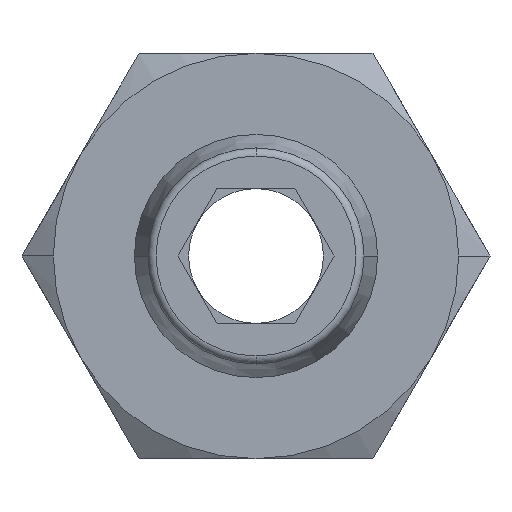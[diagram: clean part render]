
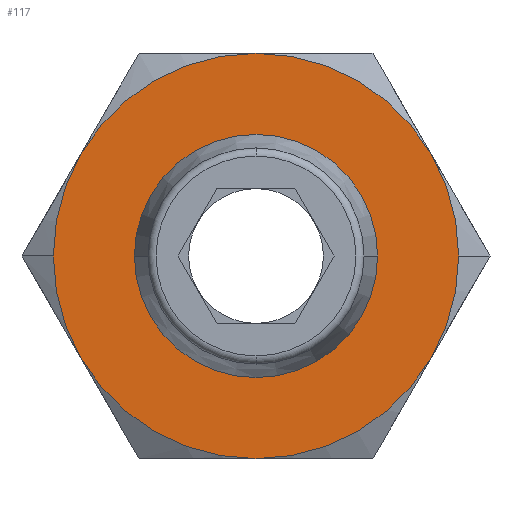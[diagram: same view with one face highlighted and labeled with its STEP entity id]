
A CAD part, front view. The second image highlights one B-rep face of the part: STEP entity #117.
In plain terms, the highlighted planar face has unit normal (0, -1, 0).
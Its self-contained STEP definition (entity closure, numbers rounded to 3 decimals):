
#117=ADVANCED_FACE('',(#257,#258),#259,.T.);
#257=FACE_OUTER_BOUND('',#416,.T.);
#258=FACE_BOUND('',#417,.T.);
#259=PLANE('',#418);
#416=EDGE_LOOP('',(#683,#684,#685,#686,#687,#688,#689,#690));
#417=EDGE_LOOP('',(#691,#692));
#418=AXIS2_PLACEMENT_3D('',#693,#694,#695);
#683=ORIENTED_EDGE('',*,*,#1008,.T.);
#684=ORIENTED_EDGE('',*,*,#1009,.T.);
#685=ORIENTED_EDGE('',*,*,#925,.T.);
#686=ORIENTED_EDGE('',*,*,#1010,.T.);
#687=ORIENTED_EDGE('',*,*,#998,.T.);
#688=ORIENTED_EDGE('',*,*,#935,.T.);
#689=ORIENTED_EDGE('',*,*,#915,.T.);
#690=ORIENTED_EDGE('',*,*,#1006,.T.);
#691=ORIENTED_EDGE('',*,*,#1011,.F.);
#692=ORIENTED_EDGE('',*,*,#1012,.F.);
#693=CARTESIAN_POINT('',(-3.75,14.0,0.0));
#694=DIRECTION('',(0.,-1.0,0.0));
#695=DIRECTION('',(-1.0,0.,0.0));
#915=EDGE_CURVE('',#1075,#1073,#1076,.T.);
#925=EDGE_CURVE('',#1088,#1091,#1093,.T.);
#935=EDGE_CURVE('',#1104,#1075,#1108,.T.);
#998=EDGE_CURVE('',#1205,#1104,#1206,.T.);
#1006=EDGE_CURVE('',#1073,#1188,#1216,.T.);
#1008=EDGE_CURVE('',#1188,#1218,#1219,.T.);
#1009=EDGE_CURVE('',#1218,#1088,#1220,.T.);
#1010=EDGE_CURVE('',#1091,#1205,#1221,.T.);
#1011=EDGE_CURVE('',#1222,#1223,#1224,.T.);
#1012=EDGE_CURVE('',#1223,#1222,#1225,.T.);
#1073=VERTEX_POINT('',#1296);
#1075=VERTEX_POINT('',#1309);
#1076=CIRCLE('',#1310,7.5);
#1088=VERTEX_POINT('',#1335);
#1091=VERTEX_POINT('',#1349);
#1093=CIRCLE('',#1362,7.5);
#1104=VERTEX_POINT('',#1375);
#1108=CIRCLE('',#1391,7.5);
#1188=VERTEX_POINT('',#1506);
#1205=VERTEX_POINT('',#1551);
#1206=CIRCLE('',#1552,7.5);
#1216=CIRCLE('',#1575,7.5);
#1218=VERTEX_POINT('',#1577);
#1219=CIRCLE('',#1578,7.5);
#1220=CIRCLE('',#1579,7.5);
#1221=CIRCLE('',#1580,7.5);
#1222=VERTEX_POINT('',#1581);
#1223=VERTEX_POINT('',#1582);
#1224=CIRCLE('',#1583,4.5);
#1225=CIRCLE('',#1584,4.5);
#1296=CARTESIAN_POINT('',(0.,14.0,7.5));
#1309=CARTESIAN_POINT('',(6.495,14.0,3.75));
#1310=AXIS2_PLACEMENT_3D('',#1703,#1704,#1705);
#1335=CARTESIAN_POINT('',(-6.495,14.0,-3.75));
#1349=CARTESIAN_POINT('',(0.,14.0,-7.5));
#1362=AXIS2_PLACEMENT_3D('',#1714,#1715,#1716);
#1375=CARTESIAN_POINT('',(7.5,14.0,0.));
#1391=AXIS2_PLACEMENT_3D('',#1729,#1730,#1731);
#1506=CARTESIAN_POINT('',(-6.495,14.0,3.75));
#1551=CARTESIAN_POINT('',(6.495,14.0,-3.75));
#1552=AXIS2_PLACEMENT_3D('',#1807,#1808,#1809);
#1575=AXIS2_PLACEMENT_3D('',#1815,#1816,#1817);
#1577=CARTESIAN_POINT('',(-7.5,14.0,0.));
#1578=AXIS2_PLACEMENT_3D('',#1818,#1819,#1820);
#1579=AXIS2_PLACEMENT_3D('',#1821,#1822,#1823);
#1580=AXIS2_PLACEMENT_3D('',#1824,#1825,#1826);
#1581=CARTESIAN_POINT('',(-4.5,14.0,0.));
#1582=CARTESIAN_POINT('',(4.5,14.0,0.));
#1583=AXIS2_PLACEMENT_3D('',#1827,#1828,#1829);
#1584=AXIS2_PLACEMENT_3D('',#1830,#1831,#1832);
#1703=CARTESIAN_POINT('',(0.,14.0,0.0));
#1704=DIRECTION('',(0.,-1.0,0.0));
#1705=DIRECTION('',(-1.0,0.,0.0));
#1714=CARTESIAN_POINT('',(0.,14.0,0.0));
#1715=DIRECTION('',(0.,-1.0,0.0));
#1716=DIRECTION('',(-1.0,0.,0.0));
#1729=CARTESIAN_POINT('',(0.,14.0,0.0));
#1730=DIRECTION('',(0.,-1.0,0.0));
#1731=DIRECTION('',(-1.0,0.,0.0));
#1807=CARTESIAN_POINT('',(0.,14.0,0.0));
#1808=DIRECTION('',(0.,-1.0,0.0));
#1809=DIRECTION('',(-1.0,0.,0.0));
#1815=CARTESIAN_POINT('',(0.,14.0,0.0));
#1816=DIRECTION('',(0.,-1.0,0.0));
#1817=DIRECTION('',(-1.0,0.,0.0));
#1818=CARTESIAN_POINT('',(0.,14.0,0.0));
#1819=DIRECTION('',(0.,-1.0,0.0));
#1820=DIRECTION('',(-1.0,0.,0.0));
#1821=CARTESIAN_POINT('',(0.,14.0,0.0));
#1822=DIRECTION('',(0.,-1.0,0.0));
#1823=DIRECTION('',(-1.0,0.,0.0));
#1824=CARTESIAN_POINT('',(0.,14.0,0.0));
#1825=DIRECTION('',(0.,-1.0,0.0));
#1826=DIRECTION('',(-1.0,0.,0.0));
#1827=CARTESIAN_POINT('',(0.0,14.0,0.0));
#1828=DIRECTION('',(0.,-1.0,0.0));
#1829=DIRECTION('',(1.0,0.,0.0));
#1830=CARTESIAN_POINT('',(0.0,14.0,0.0));
#1831=DIRECTION('',(0.,-1.0,0.0));
#1832=DIRECTION('',(1.0,0.,0.0));
